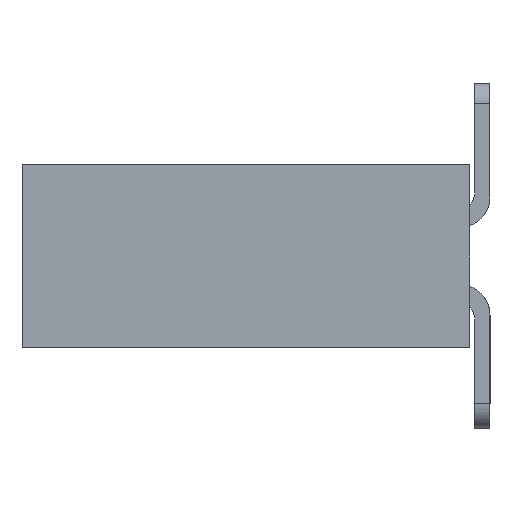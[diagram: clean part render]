
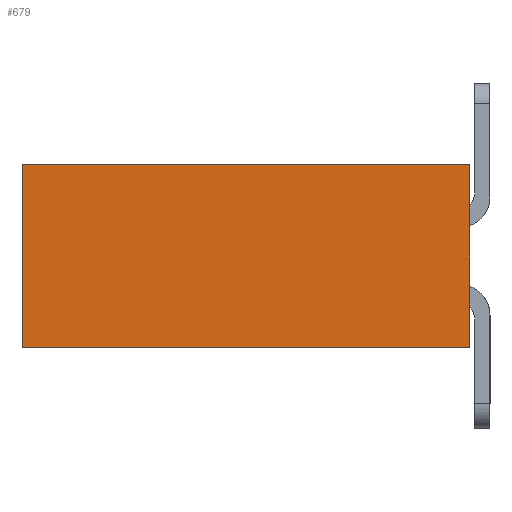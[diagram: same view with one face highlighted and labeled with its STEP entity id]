
A CAD part, left-side view. The second image highlights one B-rep face of the part: STEP entity #679.
In plain terms, the highlighted planar face has unit normal (-1, 0, 0).
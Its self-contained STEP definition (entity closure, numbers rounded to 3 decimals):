
#35=CARTESIAN_POINT('',(1.271,5.05,-2.45));
#36=VERTEX_POINT('',#35);
#59=CARTESIAN_POINT('',(1.271,0.65,-2.45));
#60=VERTEX_POINT('',#59);
#70=CARTESIAN_POINT('',(1.271,0.65,-2.45));
#71=CARTESIAN_POINT('',(1.271,1.53,-2.45));
#72=CARTESIAN_POINT('',(1.271,2.41,-2.45));
#73=CARTESIAN_POINT('',(1.271,3.29,-2.45));
#74=CARTESIAN_POINT('',(1.271,4.17,-2.45));
#75=CARTESIAN_POINT('',(1.271,5.05,-2.45));
#76=B_SPLINE_CURVE_WITH_KNOTS('',5,(#70,#71,#72,#73,#74,#75),.UNSPECIFIED.,.F.,.U.,(6,6),(0.,4.4),.UNSPECIFIED.);
#77=EDGE_CURVE('',#60,#36,#76,.T.);
#87=CARTESIAN_POINT('',(1.271,5.05,-0.65));
#88=VERTEX_POINT('',#87);
#89=CARTESIAN_POINT('',(1.271,5.05,-2.45));
#90=CARTESIAN_POINT('',(1.271,5.05,-2.09));
#91=CARTESIAN_POINT('',(1.271,5.05,-1.73));
#92=CARTESIAN_POINT('',(1.271,5.05,-1.37));
#93=CARTESIAN_POINT('',(1.271,5.05,-1.01));
#94=CARTESIAN_POINT('',(1.271,5.05,-0.65));
#95=B_SPLINE_CURVE_WITH_KNOTS('',5,(#89,#90,#91,#92,#93,#94),.UNSPECIFIED.,.F.,.U.,(6,6),(0.,1.8),.UNSPECIFIED.);
#96=EDGE_CURVE('',#36,#88,#95,.T.);
#631=CARTESIAN_POINT('',(1.271,2.85,-1.55));
#632=DIRECTION('',(0.,-1.,0.));
#633=DIRECTION('',(-1.,-0.,0.));
#634=AXIS2_PLACEMENT_3D('',#631,#633,#632);
#635=PLANE('',#634);
#636=CARTESIAN_POINT('',(1.271,0.65,-1.055));
#637=VERTEX_POINT('',#636);
#638=CARTESIAN_POINT('',(1.271,0.65,-0.65));
#639=VERTEX_POINT('',#638);
#640=CARTESIAN_POINT('',(1.271,0.65,-1.055));
#641=CARTESIAN_POINT('',(1.271,0.65,-0.974));
#642=CARTESIAN_POINT('',(1.271,0.65,-0.893));
#643=CARTESIAN_POINT('',(1.271,0.65,-0.812));
#644=CARTESIAN_POINT('',(1.271,0.65,-0.731));
#645=CARTESIAN_POINT('',(1.271,0.65,-0.65));
#646=B_SPLINE_CURVE_WITH_KNOTS('',5,(#640,#641,#642,#643,#644,#645),.UNSPECIFIED.,.F.,.U.,(6,6),(0.,0.405),.UNSPECIFIED.);
#647=EDGE_CURVE('',#637,#639,#646,.T.);
#648=ORIENTED_EDGE('',*,*,#647,.T.);
#649=CARTESIAN_POINT('',(1.271,0.65,-0.65));
#650=CARTESIAN_POINT('',(1.271,1.53,-0.65));
#651=CARTESIAN_POINT('',(1.271,2.41,-0.65));
#652=CARTESIAN_POINT('',(1.271,3.29,-0.65));
#653=CARTESIAN_POINT('',(1.271,4.17,-0.65));
#654=CARTESIAN_POINT('',(1.271,5.05,-0.65));
#655=B_SPLINE_CURVE_WITH_KNOTS('',5,(#649,#650,#651,#652,#653,#654),.UNSPECIFIED.,.F.,.U.,(6,6),(0.,4.4),.UNSPECIFIED.);
#656=EDGE_CURVE('',#639,#88,#655,.T.);
#657=ORIENTED_EDGE('',*,*,#656,.T.);
#658=ORIENTED_EDGE('',*,*,#96,.F.);
#659=ORIENTED_EDGE('',*,*,#77,.F.);
#660=CARTESIAN_POINT('',(1.271,0.65,-2.045));
#661=VERTEX_POINT('',#660);
#662=CARTESIAN_POINT('',(1.271,0.65,-2.045));
#663=CARTESIAN_POINT('',(1.271,0.65,-2.126));
#664=CARTESIAN_POINT('',(1.271,0.65,-2.207));
#665=CARTESIAN_POINT('',(1.271,0.65,-2.288));
#666=CARTESIAN_POINT('',(1.271,0.65,-2.369));
#667=CARTESIAN_POINT('',(1.271,0.65,-2.45));
#668=B_SPLINE_CURVE_WITH_KNOTS('',5,(#662,#663,#664,#665,#666,#667),.UNSPECIFIED.,.F.,.U.,(6,6),(0.,0.405),.UNSPECIFIED.);
#669=EDGE_CURVE('',#661,#60,#668,.T.);
#670=ORIENTED_EDGE('',*,*,#669,.F.);
#671=CARTESIAN_POINT('',(1.271,0.65,-1.055));
#672=DIRECTION('',(0.,0.,-1.));
#673=VECTOR('',#672,0.99);
#674=LINE('',#671,#673);
#675=EDGE_CURVE('',#637,#661,#674,.T.);
#676=ORIENTED_EDGE('',*,*,#675,.F.);
#677=EDGE_LOOP('',(#648,#657,#658,#659,#670,#676));
#678=FACE_OUTER_BOUND('',#677,.T.);
#679=ADVANCED_FACE('',(#678),#635,.T.);
